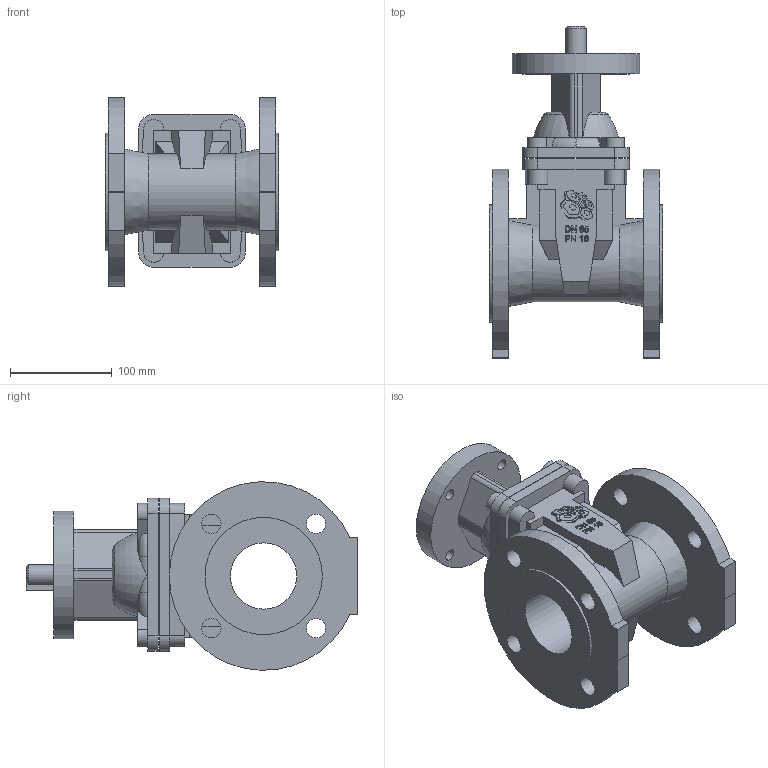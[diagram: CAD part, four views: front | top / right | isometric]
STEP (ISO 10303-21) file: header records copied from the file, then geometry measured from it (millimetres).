
FILE_DESCRIPTION(('STEP AP203'), '1');
FILE_NAME('3D_103-065-16', '', ('UNSPECIFIED'), ('UNSPECIFIED'), 'C3D Converter', 'C3D Toolkit', '');
FILE_SCHEMA(('CONFIG_CONTROL_DESIGN'));
Length unit declared in the file: millimetre
Bounding box: 169.99 x 325.5 x 184.86 mm (x, y, z)
Volume: 2478466.6 mm3; surface area: 341691.5 mm2
Topology: 4 solids, 4 shells, 3235 faces, 9523 edges, 6348 vertices
Faces by surface type: plane 3162, cylinder 58, torus 12, cone 3
Full cylindrical faces by diameter (mm): 11 x4, 17 x2, 18 x2, 19 x8, 65 x1, 115 x2, 125 x1
Entity records: 132896 total; most frequent: CARTESIAN_POINT 20672, ORIENTED_EDGE 19006, DIRECTION 16086, EDGE_CURVE 9503, LINE 9308, VECTOR 9308, VERTEX_POINT 6348, AXIS2_PLACEMENT_3D 3389
